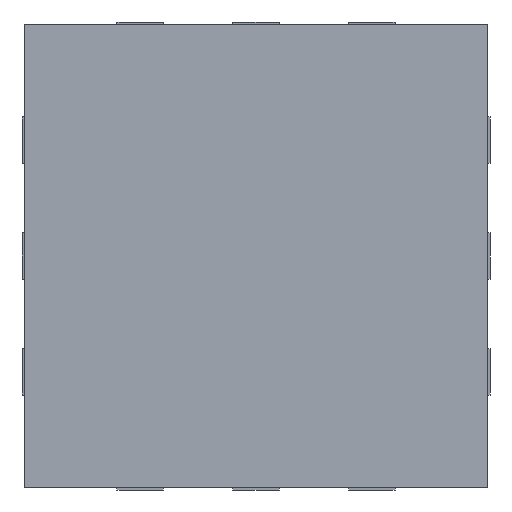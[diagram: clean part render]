
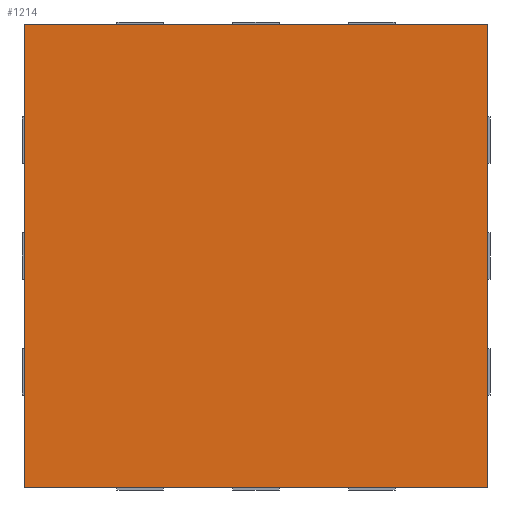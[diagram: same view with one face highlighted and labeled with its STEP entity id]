
A CAD part, front view. The second image highlights one B-rep face of the part: STEP entity #1214.
In plain terms, the highlighted planar face has unit normal (0, -1, 0).
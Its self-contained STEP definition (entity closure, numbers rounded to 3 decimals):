
#49=PLANE('',#1326);
#131=FACE_OUTER_BOUND('',#215,.T.);
#215=EDGE_LOOP('',(#907,#908,#909,#910));
#292=LINE('',#1749,#450);
#296=LINE('',#1757,#454);
#299=LINE('',#1763,#457);
#302=LINE('',#1768,#460);
#450=VECTOR('',#1417,10.);
#454=VECTOR('',#1423,10.);
#457=VECTOR('',#1428,10.);
#460=VECTOR('',#1433,10.);
#613=VERTEX_POINT('',#1747);
#614=VERTEX_POINT('',#1748);
#617=VERTEX_POINT('',#1756);
#619=VERTEX_POINT('',#1762);
#722=EDGE_CURVE('',#613,#614,#292,.T.);
#726=EDGE_CURVE('',#617,#613,#296,.T.);
#729=EDGE_CURVE('',#619,#617,#299,.T.);
#732=EDGE_CURVE('',#614,#619,#302,.T.);
#907=ORIENTED_EDGE('',*,*,#732,.F.);
#908=ORIENTED_EDGE('',*,*,#722,.F.);
#909=ORIENTED_EDGE('',*,*,#726,.F.);
#910=ORIENTED_EDGE('',*,*,#729,.F.);
#1214=ADVANCED_FACE('',(#131),#49,.F.);
#1326=AXIS2_PLACEMENT_3D('',#1771,#1437,#1438);
#1417=DIRECTION('',(1.,0.,0.));
#1423=DIRECTION('',(0.,0.,1.));
#1428=DIRECTION('',(-1.,0.,0.));
#1433=DIRECTION('',(0.,0.,-1.));
#1437=DIRECTION('center_axis',(0.,1.,0.));
#1438=DIRECTION('ref_axis',(1.,0.,0.));
#1747=CARTESIAN_POINT('',(-1.,0.,1.));
#1748=CARTESIAN_POINT('',(1.,0.,1.));
#1749=CARTESIAN_POINT('',(-1.,0.,1.));
#1756=CARTESIAN_POINT('',(-1.,0.,-1.));
#1757=CARTESIAN_POINT('',(-1.,0.,-1.));
#1762=CARTESIAN_POINT('',(1.,0.,-1.));
#1763=CARTESIAN_POINT('',(1.,0.,-1.));
#1768=CARTESIAN_POINT('',(1.,0.,1.));
#1771=CARTESIAN_POINT('Origin',(0.,0.,0.));
